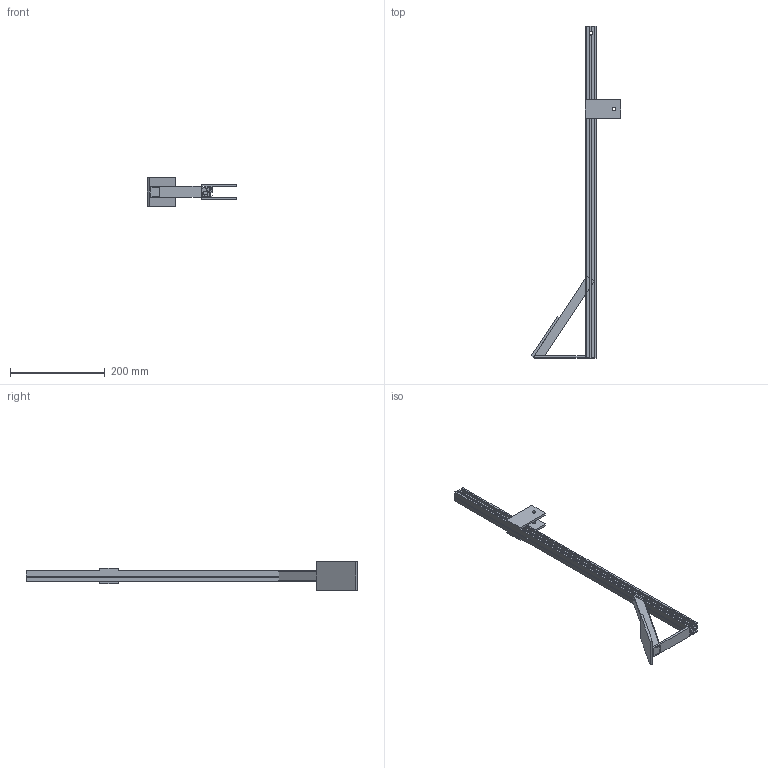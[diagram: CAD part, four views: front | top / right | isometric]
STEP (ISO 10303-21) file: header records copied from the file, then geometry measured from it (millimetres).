
FILE_DESCRIPTION (( 'STEP AP214' ), '1' );
FILE_NAME ('legnew.STEP', '2020-02-05T17:12:24', ( '' ), ( '' ), 'SwSTEP 2.0', 'SolidWorks 2019', '' );
FILE_SCHEMA (( 'AUTOMOTIVE_DESIGN' ));
Length unit declared in the file: millimetre
Products named in the file (1): legnew
Bounding box: 188.41 x 700 x 60 mm (x, y, z)
Volume: 250961.5 mm3; surface area: 207265.7 mm2
Topology: 5 solids, 5 shells, 92 faces, 263 edges, 172 vertices
Faces by surface type: plane 84, cylinder 8
Entity records: 3059 total; most frequent: CARTESIAN_POINT 528, ORIENTED_EDGE 526, DIRECTION 479, EDGE_CURVE 263, LINE 233, VECTOR 233, VERTEX_POINT 172, AXIS2_PLACEMENT_3D 123
